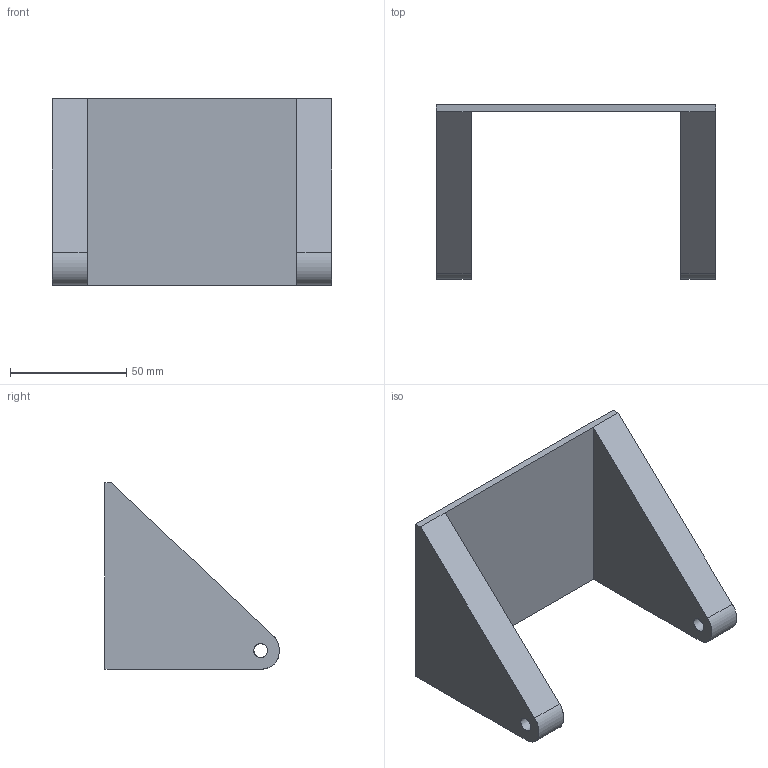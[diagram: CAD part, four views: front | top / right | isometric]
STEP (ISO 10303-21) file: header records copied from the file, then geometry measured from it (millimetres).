
FILE_DESCRIPTION(('Open CASCADE Model'),'2;1');
FILE_NAME('Open CASCADE Shape Model','2018-11-26T07:09:17',('Author'),( 'Open CASCADE'),'Open CASCADE STEP processor 7.0','Open CASCADE 7.0' ,'Unknown');
FILE_SCHEMA(('AUTOMOTIVE_DESIGN { 1 0 10303 214 1 1 1 1 }'));
Length unit declared in the file: millimetre
Products named in the file (46): Open CASCADE STEP translator 7.0 80; Open CASCADE STEP translator 7.0 81; Open CASCADE STEP translator 7.0 82; Open CASCADE STEP translator 7.0 83; Open CASCADE STEP translator 7.0 84; Open CASCADE STEP translator 7.0 85; Open CASCADE STEP translator 7.0 86; Open CASCADE STEP translator 7.0 87; Open CASCADE STEP translator 7.0 88; Open CASCADE STEP translator 7.0 89; Open CASCADE STEP translator 7.0 90; Open CASCADE STEP translator 7.0 91; Open CASCADE STEP translator 7.0 92; Open CASCADE STEP translator 7.0 93; Open CASCADE STEP translator 7.0 94; Open CASCADE STEP translator 7.0 95; Open CASCADE STEP translator 7.0 96; Open CASCADE STEP translator 7.0 97; Open CASCADE STEP translator 7.0 98; Open CASCADE STEP translator 7.0 99; Open CASCADE STEP translator 7.0 100; Open CASCADE STEP translator 7.0 101; Open CASCADE STEP translator 7.0 102; Open CASCADE STEP translator 7.0 103; Open CASCADE STEP translator 7.0 104; Open CASCADE STEP translator 7.0 105; Open CASCADE STEP translator 7.0 106; Open CASCADE STEP translator 7.0 107; Open CASCADE STEP translator 7.0 108; Open CASCADE STEP translator 7.0 109; Open CASCADE STEP translator 7.0 110; Open CASCADE STEP translator 7.0 111; Open CASCADE STEP translator 7.0 112; Open CASCADE STEP translator 7.0 113; Open CASCADE STEP translator 7.0 114; Open CASCADE STEP translator 7.0 115; Open CASCADE STEP translator 7.0 116; Open CASCADE STEP translator 7.0 117; Open CASCADE STEP translator 7.0 118; Open CASCADE STEP translator 7.0 119 ...
Bounding box: 120 x 74.99 x 80 mm (x, y, z)
Surface area: 36970.5 mm2 (no closed solid volume)
Topology: 0 solids, 14 shells, 14 faces, 94 edges, 120 vertices
Faces by surface type: bspline 7, plane 7
Entity records: 2170 total; most frequent: CARTESIAN_POINT 994, B_SPLINE_CURVE_WITH_KNOTS 114, ORIENTED_EDGE 64, PCURVE 64, DEFINITIONAL_REPRESENTATION 64, EDGE_CURVE 62, VERTEX_POINT 60, SURFACE_CURVE 60
